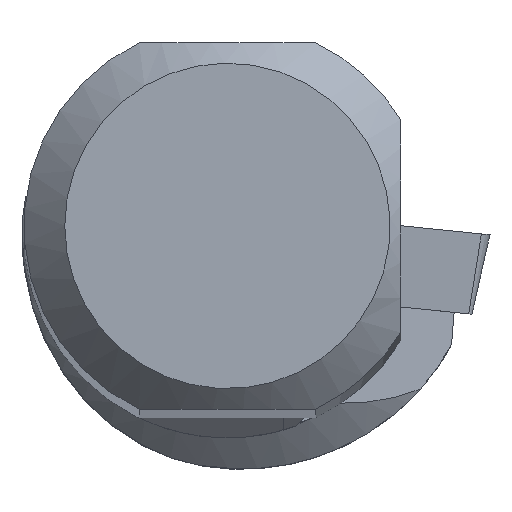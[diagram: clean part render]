
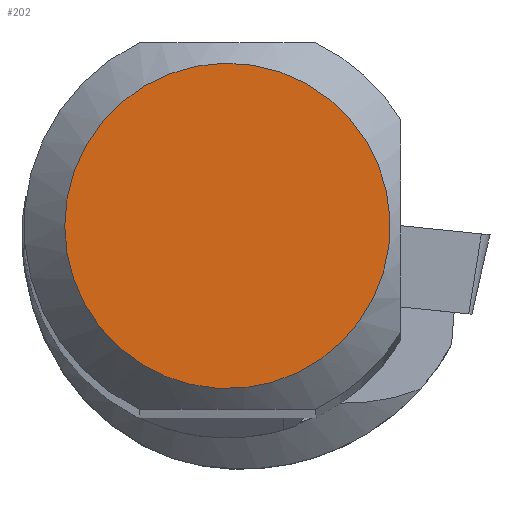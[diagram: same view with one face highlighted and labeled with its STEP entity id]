
A CAD part, top view. The second image highlights one B-rep face of the part: STEP entity #202.
In plain terms, the highlighted planar face has unit normal (0, 0, 1).
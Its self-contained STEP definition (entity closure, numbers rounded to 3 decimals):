
#158=FACE_OUTER_BOUND('',#398,.T.);
#202=ADVANCED_FACE('CU_SU_BP3',(#158),#235,.T.);
#235=PLANE('',#1035);
#398=EDGE_LOOP('',(#555));
#555=ORIENTED_EDGE('',*,*,#825,.F.);
#723=VERTEX_POINT('',#1717);
#825=EDGE_CURVE('',#723,#723,#877,.T.);
#877=CIRCLE('',#1034,7.991);
#1034=AXIS2_PLACEMENT_3D('',#1716,#1241,#1242);
#1035=AXIS2_PLACEMENT_3D('',#1718,#1243,#1244);
#1241=DIRECTION('',(0.,0.,-1.));
#1242=DIRECTION('',(-1.,0.,0.));
#1243=DIRECTION('',(0.,0.,1.));
#1244=DIRECTION('',(-1.,0.,0.));
#1716=CARTESIAN_POINT('',(0.,0.,0.));
#1717=CARTESIAN_POINT('',(-7.991,0.,0.));
#1718=CARTESIAN_POINT('',(0.,0.,
0.));
